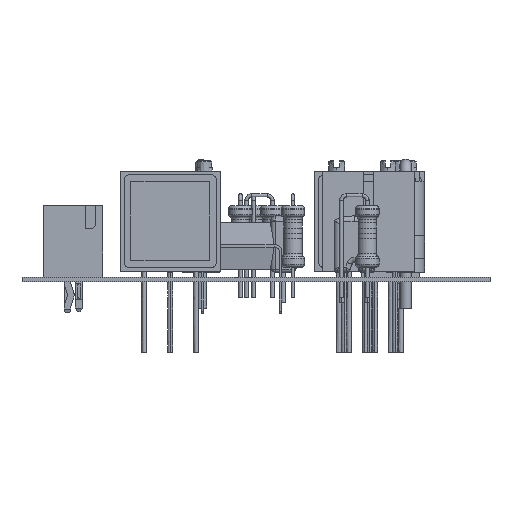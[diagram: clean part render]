
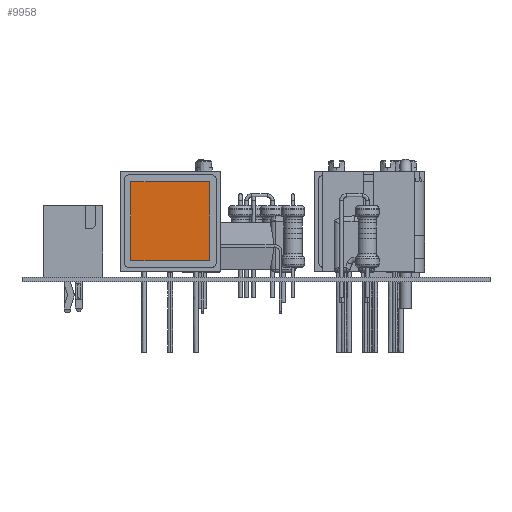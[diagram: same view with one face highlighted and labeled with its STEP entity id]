
A CAD part, front view. The second image highlights one B-rep face of the part: STEP entity #9958.
In plain terms, the highlighted free-form (B-spline) face has degree [1, 1] with [2, 2] control points.
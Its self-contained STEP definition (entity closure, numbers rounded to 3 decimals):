
#9868 = VERTEX_POINT('',#9869);
#9869 = CARTESIAN_POINT('',(3.861,1.981,3.861));
#9875 = EDGE_CURVE('',#9876,#9868,#9878,.T.);
#9876 = VERTEX_POINT('',#9877);
#9877 = CARTESIAN_POINT('',(3.861,1.981,-3.861));
#9878 = LINE('',#9879,#9880);
#9879 = CARTESIAN_POINT('',(3.861,1.981,-3.861));
#9880 = VECTOR('',#9881,1.);
#9881 = DIRECTION('',(0.,0.,1.));
#9899 = VERTEX_POINT('',#9900);
#9900 = CARTESIAN_POINT('',(-3.861,1.981,3.861));
#9906 = EDGE_CURVE('',#9868,#9899,#9907,.T.);
#9907 = LINE('',#9908,#9909);
#9908 = CARTESIAN_POINT('',(3.861,1.981,3.861));
#9909 = VECTOR('',#9910,1.);
#9910 = DIRECTION('',(-1.,0.,0.));
#9923 = VERTEX_POINT('',#9924);
#9924 = CARTESIAN_POINT('',(-3.861,1.981,-3.861));
#9930 = EDGE_CURVE('',#9899,#9923,#9931,.T.);
#9931 = LINE('',#9932,#9933);
#9932 = CARTESIAN_POINT('',(-3.861,1.981,3.861));
#9933 = VECTOR('',#9934,1.);
#9934 = DIRECTION('',(0.,0.,-1.));
#9947 = EDGE_CURVE('',#9923,#9876,#9948,.T.);
#9948 = LINE('',#9949,#9950);
#9949 = CARTESIAN_POINT('',(-3.861,1.981,-3.861));
#9950 = VECTOR('',#9951,1.);
#9951 = DIRECTION('',(1.,0.,0.));
#9958 = ADVANCED_FACE('',(#9959),#9965,.T.);
#9959 = FACE_BOUND('',#9960,.T.);
#9960 = EDGE_LOOP('',(#9961,#9962,#9963,#9964));
#9961 = ORIENTED_EDGE('',*,*,#9947,.F.);
#9962 = ORIENTED_EDGE('',*,*,#9930,.F.);
#9963 = ORIENTED_EDGE('',*,*,#9906,.F.);
#9964 = ORIENTED_EDGE('',*,*,#9875,.F.);
#9965 = B_SPLINE_SURFACE_WITH_KNOTS('',1,1,(
    (#9966,#9967)
    ,(#9968,#9969
    )),.UNSPECIFIED.,.F.,.F.,.F.,(2,2),(2,2),(-0.158,0.158),(
    -0.158,0.158),.PIECEWISE_BEZIER_KNOTS.);
#9966 = CARTESIAN_POINT('',(4.015,1.981,-4.015));
#9967 = CARTESIAN_POINT('',(4.015,1.981,4.015));
#9968 = CARTESIAN_POINT('',(-4.015,1.981,-4.015));
#9969 = CARTESIAN_POINT('',(-4.015,1.981,4.015));
